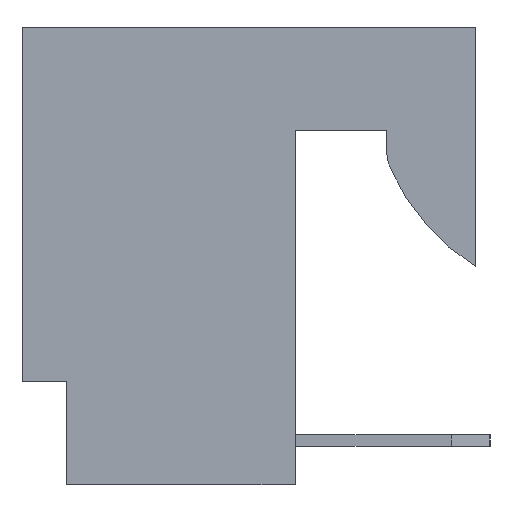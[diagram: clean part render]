
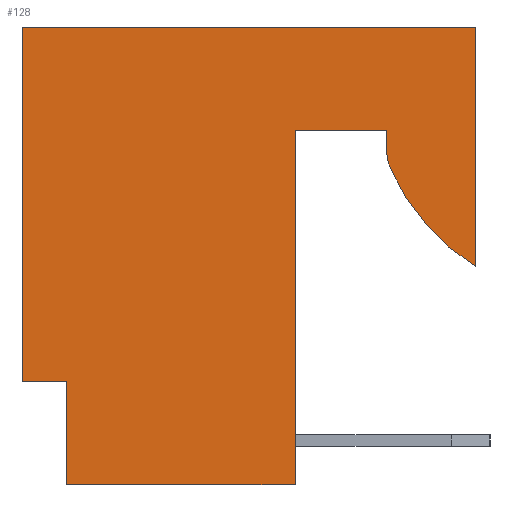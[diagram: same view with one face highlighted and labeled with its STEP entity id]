
A CAD part, left-side view. The second image highlights one B-rep face of the part: STEP entity #128.
In plain terms, the highlighted planar face has unit normal (-1, 0, 0).
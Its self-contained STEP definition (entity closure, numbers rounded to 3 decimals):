
#128=ADVANCED_FACE('',(#980),#981,.F.);
#980=FACE_OUTER_BOUND('',#2577,.T.);
#981=PLANE('',#2578);
#2577=EDGE_LOOP('',(#4474,#4475,#4476,#4477,#4478,#4479,#4480,#4481,#4482,#4483,#4484));
#2578=AXIS2_PLACEMENT_3D('',#4485,#4486,#4487);
#4474=ORIENTED_EDGE('',*,*,#10887,.F.);
#4475=ORIENTED_EDGE('',*,*,#10888,.F.);
#4476=ORIENTED_EDGE('',*,*,#10889,.F.);
#4477=ORIENTED_EDGE('',*,*,#10890,.F.);
#4478=ORIENTED_EDGE('',*,*,#10891,.F.);
#4479=ORIENTED_EDGE('',*,*,#10892,.F.);
#4480=ORIENTED_EDGE('',*,*,#10893,.F.);
#4481=ORIENTED_EDGE('',*,*,#10894,.F.);
#4482=ORIENTED_EDGE('',*,*,#10895,.F.);
#4483=ORIENTED_EDGE('',*,*,#10896,.F.);
#4484=ORIENTED_EDGE('',*,*,#10897,.F.);
#4485=CARTESIAN_POINT('',(-18.999,0.0,0.0));
#4486=DIRECTION('',(1.0,0.0,0.0));
#4487=DIRECTION('',(0.0,1.0,0.0));
#10887=EDGE_CURVE('',#13357,#13358,#13359,.T.);
#10888=EDGE_CURVE('',#13360,#13357,#13361,.T.);
#10889=EDGE_CURVE('',#13362,#13360,#13363,.T.);
#10890=EDGE_CURVE('',#13364,#13362,#13365,.T.);
#10891=EDGE_CURVE('',#13366,#13364,#13367,.T.);
#10892=EDGE_CURVE('',#13368,#13366,#13369,.T.);
#10893=EDGE_CURVE('',#13370,#13368,#13371,.T.);
#10894=EDGE_CURVE('',#13372,#13370,#13373,.T.);
#10895=EDGE_CURVE('',#13374,#13372,#13375,.T.);
#10896=EDGE_CURVE('',#13376,#13374,#13377,.T.);
#10897=EDGE_CURVE('',#13358,#13376,#13378,.T.);
#13357=VERTEX_POINT('',#17013);
#13358=VERTEX_POINT('',#17014);
#13359=LINE('',#17015,#17016);
#13360=VERTEX_POINT('',#17017);
#13361=LINE('',#17018,#17019);
#13362=VERTEX_POINT('',#17020);
#13363=LINE('',#17021,#17022);
#13364=VERTEX_POINT('',#17023);
#13365=LINE('',#17024,#17025);
#13366=VERTEX_POINT('',#17026);
#13367=LINE('',#17027,#17028);
#13368=VERTEX_POINT('',#17029);
#13369=LINE('',#17030,#17031);
#13370=VERTEX_POINT('',#17032);
#13371=LINE('',#17033,#17034);
#13372=VERTEX_POINT('',#17035);
#13373=LINE('',#17036,#17037);
#13374=VERTEX_POINT('',#17038);
#13375=CIRCLE('',#17039,0.762);
#13376=VERTEX_POINT('',#17040);
#13377=CIRCLE('',#17041,3.81);
#13378=LINE('',#17042,#17043);
#17013=CARTESIAN_POINT('',(-18.999,7.798,0.0));
#17014=CARTESIAN_POINT('',(-18.999,0.0,0.0));
#17015=CARTESIAN_POINT('',(-18.999,7.798,0.0));
#17016=VECTOR('',#22171,7.798);
#17017=CARTESIAN_POINT('',(-18.999,7.798,-6.096));
#17018=CARTESIAN_POINT('',(-18.999,7.798,-6.096));
#17019=VECTOR('',#22172,6.096);
#17020=CARTESIAN_POINT('',(-18.999,7.036,-6.096));
#17021=CARTESIAN_POINT('',(-18.999,7.036,-6.096));
#17022=VECTOR('',#22173,0.762);
#17023=CARTESIAN_POINT('',(-18.999,7.036,-7.874));
#17024=CARTESIAN_POINT('',(-18.999,7.036,-7.874));
#17025=VECTOR('',#22174,1.778);
#17026=CARTESIAN_POINT('',(-18.999,3.099,-7.874));
#17027=CARTESIAN_POINT('',(-18.999,3.099,-7.874));
#17028=VECTOR('',#22175,3.937);
#17029=CARTESIAN_POINT('',(-18.999,3.099,-1.778));
#17030=CARTESIAN_POINT('',(-18.999,3.099,-1.778));
#17031=VECTOR('',#22176,6.096);
#17032=CARTESIAN_POINT('',(-18.999,1.524,-1.778));
#17033=CARTESIAN_POINT('',(-18.999,1.524,-1.778));
#17034=VECTOR('',#22177,1.575);
#17035=CARTESIAN_POINT('',(-18.999,1.524,-2.125));
#17036=CARTESIAN_POINT('',(-18.999,1.524,-2.125));
#17037=VECTOR('',#22178,0.347);
#17038=CARTESIAN_POINT('',(-18.999,1.459,-2.434));
#17039=AXIS2_PLACEMENT_3D('',#22179,#22180,#22181);
#17040=CARTESIAN_POINT('',(-18.999,0.0,-4.117));
#17041=AXIS2_PLACEMENT_3D('',#22182,#22183,#22184);
#17042=CARTESIAN_POINT('',(-18.999,0.0,0.0));
#17043=VECTOR('',#22185,4.117);
#22171=DIRECTION('',(0.0,-1.0,0.0));
#22172=DIRECTION('',(0.0,0.0,1.0));
#22173=DIRECTION('',(0.0,1.0,0.0));
#22174=DIRECTION('',(0.0,0.0,1.0));
#22175=DIRECTION('',(0.0,1.0,0.0));
#22176=DIRECTION('',(0.0,0.0,-1.0));
#22177=DIRECTION('',(0.0,1.0,0.0));
#22178=DIRECTION('',(0.0,0.0,1.0));
#22179=CARTESIAN_POINT('',(-18.999,0.762,-2.125));
#22180=DIRECTION('',(1.0,0.0,0.0));
#22181=DIRECTION('',(0.0,0.914,-0.405));
#22182=CARTESIAN_POINT('',(-18.999,-2.024,-0.889));
#22183=DIRECTION('',(1.0,0.0,0.0));
#22184=DIRECTION('',(0.0,0.531,-0.847));
#22185=DIRECTION('',(0.0,0.0,-1.0));
